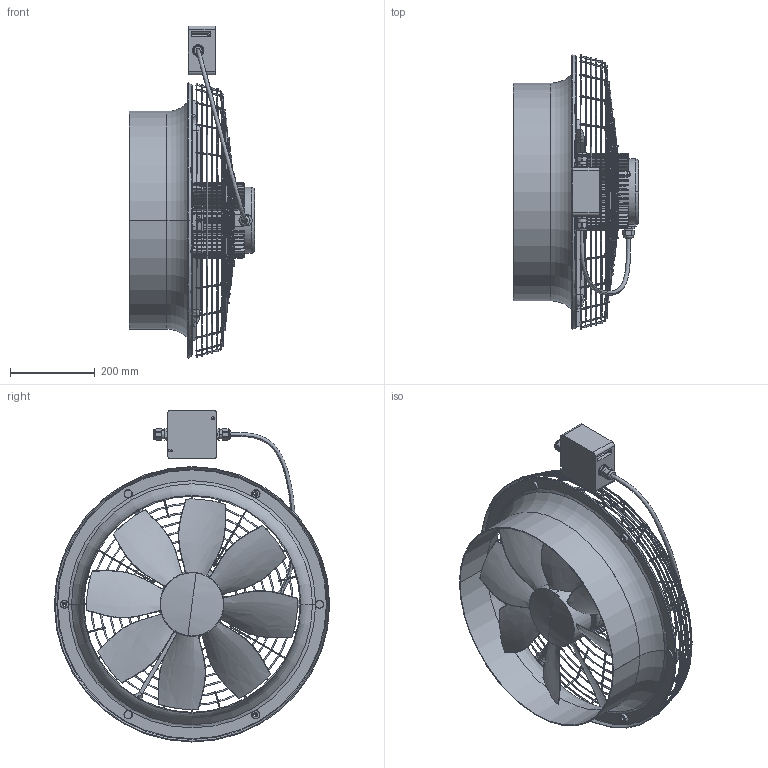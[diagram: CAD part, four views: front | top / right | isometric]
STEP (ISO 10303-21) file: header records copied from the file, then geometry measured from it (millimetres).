
FILE_DESCRIPTION(('Creo Elements/Direct Modeling STEP Export'),'2;1');
FILE_NAME('0094.0214_DZS_50_4_B_Ex_t.stp','2022-11-29T14:20:26',(''),(''),'PTC Creo Elements/Direct Modeling STEP processor for AP214 (Solid Model)','PTC Creo Elements/Direct Modeling 19.0C 15-Aug-2015 (C) Parametric Technology GmbH','');
FILE_SCHEMA(('AUTOMOTIVE_DESIGN { 1 0 10303 214 1 1 1 1 }'));
Length unit declared in the file: millimetre
Products named in the file (4): Klemmkasten; 0094.0214_DZS_50_4_B_Ex_t; Kabel
Assembly tree (3 placements, depth 2):
  0094.0214_DZS_50_4_B_Ex_t
    Kabel
    0094.0214_DZS_50_4_B_Ex_t
    Klemmkasten
Bounding box: 295 x 650 x 783.51 mm (x, y, z)
Volume: 6896090.6 mm3; surface area: 1688019.7 mm2
Topology: 12 solids, 13 shells, 1894 faces, 6052 edges, 4068 vertices
Faces by surface type: plane 814, bspline 498, cylinder 291, torus 177, cone 98, extrusion 12, sphere 4
Entity records: 258773 total; most frequent: CARTESIAN_POINT 214759, ORIENTED_EDGE 12100, EDGE_CURVE 6050, DIRECTION 5448, VERTEX_POINT 4068, EDGE_LOOP 2052, AXIS2_PLACEMENT_3D 2021, B_SPLINE_CURVE_WITH_KNOTS 2013
